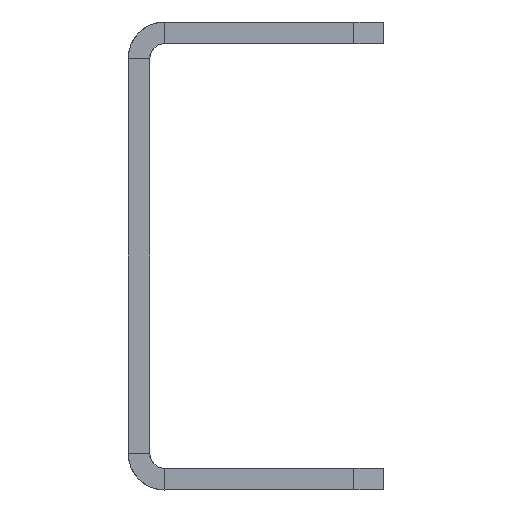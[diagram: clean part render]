
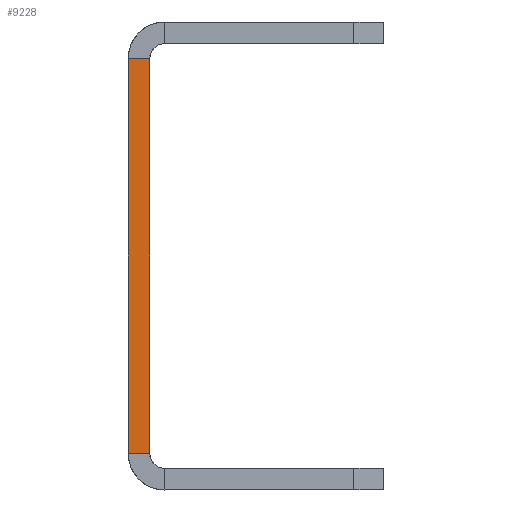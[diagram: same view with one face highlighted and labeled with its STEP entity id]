
A CAD part, left-side view. The second image highlights one B-rep face of the part: STEP entity #9228.
In plain terms, the highlighted planar face has unit normal (-1, 0, 0).
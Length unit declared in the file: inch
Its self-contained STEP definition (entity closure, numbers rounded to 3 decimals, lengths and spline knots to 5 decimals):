
#904=FACE_OUTER_BOUND('',#1426,.T.);
#1426=EDGE_LOOP('',(#6842,#6843,#6844,#6845));
#1988=LINE('',#13829,#2886);
#1993=LINE('',#13886,#2891);
#2127=LINE('',#14429,#3025);
#2244=LINE('',#14895,#3142);
#2886=VECTOR('',#11039,0.046);
#2891=VECTOR('',#11048,0.844);
#3025=VECTOR('',#11416,0.844);
#3142=VECTOR('',#11767,0.046);
#3770=VERTEX_POINT('',#13677);
#3774=VERTEX_POINT('',#13765);
#3781=VERTEX_POINT('',#13885);
#4025=VERTEX_POINT('',#14427);
#4744=EDGE_CURVE('',#3774,#3770,#1988,.T.);
#4749=EDGE_CURVE('',#3781,#3770,#1993,.T.);
#4999=EDGE_CURVE('',#4025,#3774,#2127,.T.);
#5232=EDGE_CURVE('',#4025,#3781,#2244,.T.);
#6842=ORIENTED_EDGE('',*,*,#4744,.F.);
#6843=ORIENTED_EDGE('',*,*,#4999,.F.);
#6844=ORIENTED_EDGE('',*,*,#5232,.T.);
#6845=ORIENTED_EDGE('',*,*,#4749,.T.);
#8448=PLANE('',#10004);
#9228=ADVANCED_FACE('',(#904),#8448,.T.);
#10004=AXIS2_PLACEMENT_3D('',#14894,#11765,#11766);
#11039=DIRECTION('',(0.,1.,0.));
#11048=DIRECTION('',(0.,0.,-1.));
#11416=DIRECTION('',(0.,0.,-1.));
#11765=DIRECTION('center_axis',(-1.,0.,0.));
#11766=DIRECTION('ref_axis',(0.,0.,1.));
#11767=DIRECTION('',(0.,1.,0.));
#13677=CARTESIAN_POINT('',(-1.04194,0.046,-0.30781));
#13765=CARTESIAN_POINT('',(-1.04194,0.,-0.30781));
#13829=CARTESIAN_POINT('',(-1.04194,0.,-0.30781));
#13885=CARTESIAN_POINT('',(-1.04194,0.046,0.53619));
#13886=CARTESIAN_POINT('',(-1.04194,0.046,0.53619));
#14427=CARTESIAN_POINT('',(-1.04194,0.,0.53619));
#14429=CARTESIAN_POINT('',(-1.04194,0.,0.53619));
#14894=CARTESIAN_POINT('Origin',(-1.04194,0.046,0.61419));
#14895=CARTESIAN_POINT('',(-1.04194,0.,0.53619));
